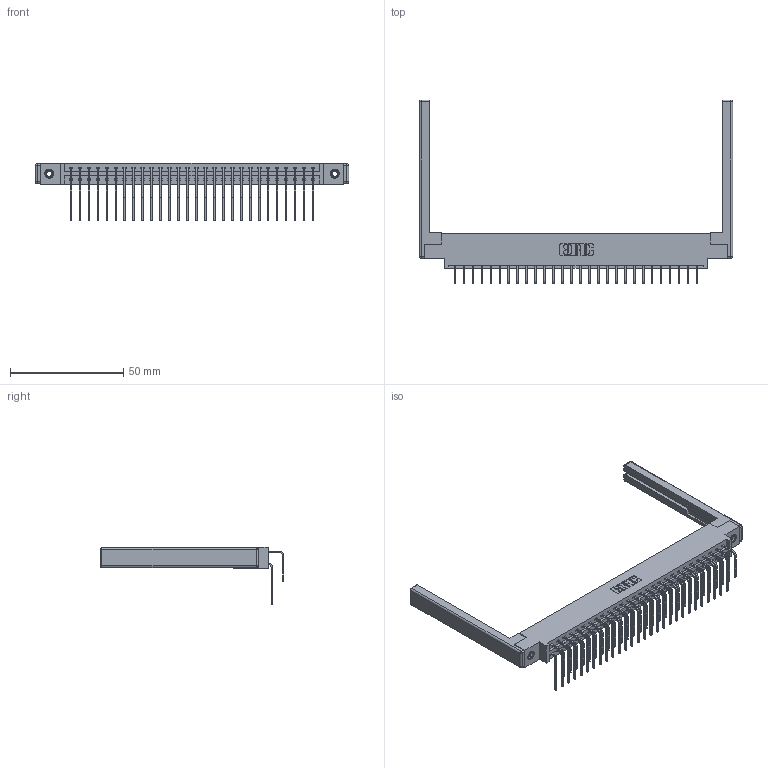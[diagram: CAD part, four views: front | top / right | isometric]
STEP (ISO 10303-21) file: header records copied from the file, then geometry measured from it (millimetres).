
FILE_DESCRIPTION (( 'STEP AP203' ), '1' );
FILE_NAME ('387-056-558-868.STEP', '2019-10-19T07:54:21', ( '' ), ( '' ), 'SwSTEP 2.0', 'SolidWorks 2016', '' );
FILE_SCHEMA (( 'CONFIG_CONTROL_DESIGN' ));
Length unit declared in the file: inch
Products named in the file (6): 345-292-001_558 Tail - 2; 345-292-001_558 559 Tail - 1; 337 Part_0.170 Offset - 0.156 Dia-TI; 387-056-558-868; 345-250-001_345-250-001-102; 307-220-068
Assembly tree (61 placements, depth 2):
  387-056-558-868
    337 Part_0.170 Offset - 0.156 Dia-TI
    345-292-001_558 559 Tail - 1  x28
    345-292-001_558 Tail - 2  x28
    345-250-001_345-250-001-102  x2
    307-220-068  x2
Bounding box: 138.38 x 81.22 x 25.53 mm (x, y, z)
Volume: 18987.5 mm3; surface area: 22136.7 mm2
Topology: 61 solids, 61 shells, 3408 faces, 10065 edges, 6614 vertices
Faces by surface type: plane 2402, cylinder 982, cone 12, sphere 8, torus 4
Entity records: 28196 total; most frequent: CARTESIAN_POINT 4774, ORIENTED_EDGE 4648, DIRECTION 4138, EDGE_CURVE 2324, VECTOR 2106, LINE 2106, VERTEX_POINT 1538, AXIS2_PLACEMENT_3D 1016
